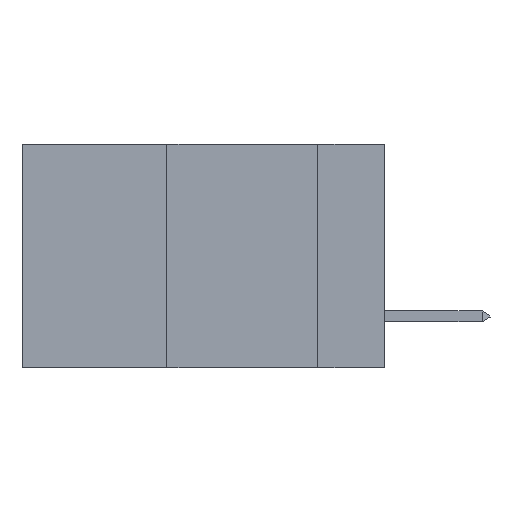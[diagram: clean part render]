
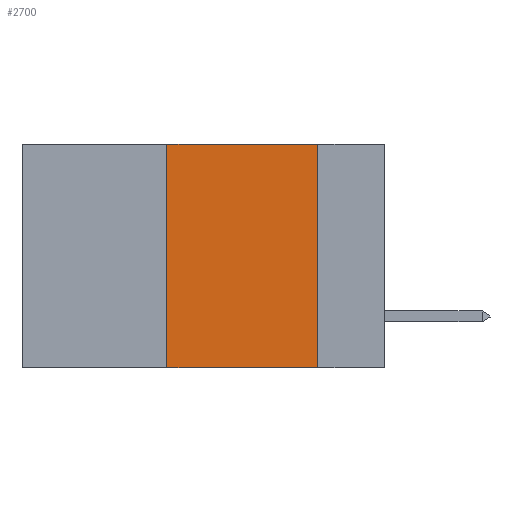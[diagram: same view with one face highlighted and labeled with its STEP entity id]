
A CAD part, left-side view. The second image highlights one B-rep face of the part: STEP entity #2700.
In plain terms, the highlighted planar face has unit normal (-1, 0, 0).
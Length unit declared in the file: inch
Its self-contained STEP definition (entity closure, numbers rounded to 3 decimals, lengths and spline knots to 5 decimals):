
#235 = PLANE ( 'NONE',  #5623 ) ;
#1188 = EDGE_CURVE ( 'NONE', #6180, #11409, #7628, .T. ) ;
#1873 = LINE ( 'NONE', #13060, #6680 ) ;
#2312 = VERTEX_POINT ( 'NONE', #7864 ) ;
#2700 = ADVANCED_FACE ( 'NONE', ( #5336 ), #235, .F. ) ;
#3152 = LINE ( 'NONE', #10348, #10179 ) ;
#3400 = DIRECTION ( 'NONE',  ( 1., 0., 0. ) ) ;
#3416 = CARTESIAN_POINT ( 'NONE',  ( 0., 0.36, 0. ) ) ;
#3741 = ORIENTED_EDGE ( 'NONE', *, *, #12039, .T. ) ;
#3916 = VERTEX_POINT ( 'NONE', #4733 ) ;
#4716 = DIRECTION ( 'NONE',  ( 0., -1., 0. ) ) ;
#4733 = CARTESIAN_POINT ( 'NONE',  ( 0., 0.11, 0. ) ) ;
#5336 = FACE_OUTER_BOUND ( 'NONE', #6048, .T. ) ;
#5541 = LINE ( 'NONE', #10872, #8056 ) ;
#5623 = AXIS2_PLACEMENT_3D ( 'NONE', #6521, #3400, #7407 ) ;
#6048 = EDGE_LOOP ( 'NONE', ( #6471, #9423, #8231, #3741 ) ) ;
#6060 = DIRECTION ( 'NONE',  ( 0., 0., -1. ) ) ;
#6180 = VERTEX_POINT ( 'NONE', #8396 ) ;
#6471 = ORIENTED_EDGE ( 'NONE', *, *, #7448, .F. ) ;
#6521 = CARTESIAN_POINT ( 'NONE',  ( 0., 0.6, 0. ) ) ;
#6591 = EDGE_CURVE ( 'NONE', #11409, #3916, #3152, .T. ) ;
#6680 = VECTOR ( 'NONE', #6060, 39.37008 ) ;
#7407 = DIRECTION ( 'NONE',  ( 0., 0., -1. ) ) ;
#7448 = EDGE_CURVE ( 'NONE', #3916, #2312, #1873, .T. ) ;
#7628 = LINE ( 'NONE', #3416, #10677 ) ;
#7864 = CARTESIAN_POINT ( 'NONE',  ( 0., 0.11, -0.37 ) ) ;
#8056 = VECTOR ( 'NONE', #4716, 39.37008 ) ;
#8231 = ORIENTED_EDGE ( 'NONE', *, *, #1188, .F. ) ;
#8328 = DIRECTION ( 'NONE',  ( 0., -1., 0. ) ) ;
#8396 = CARTESIAN_POINT ( 'NONE',  ( 0., 0.36, -0.37 ) ) ;
#9423 = ORIENTED_EDGE ( 'NONE', *, *, #6591, .F. ) ;
#10179 = VECTOR ( 'NONE', #8328, 39.37008 ) ;
#10348 = CARTESIAN_POINT ( 'NONE',  ( 0., 0.6, 0. ) ) ;
#10677 = VECTOR ( 'NONE', #12596, 39.37008 ) ;
#10872 = CARTESIAN_POINT ( 'NONE',  ( 0., 0.6, -0.37 ) ) ;
#11409 = VERTEX_POINT ( 'NONE', #11529 ) ;
#11529 = CARTESIAN_POINT ( 'NONE',  ( 0., 0.36, 0. ) ) ;
#12039 = EDGE_CURVE ( 'NONE', #6180, #2312, #5541, .T. ) ;
#12596 = DIRECTION ( 'NONE',  ( 0., 0., 1. ) ) ;
#13060 = CARTESIAN_POINT ( 'NONE',  ( 0., 0.11, 0. ) ) ;
